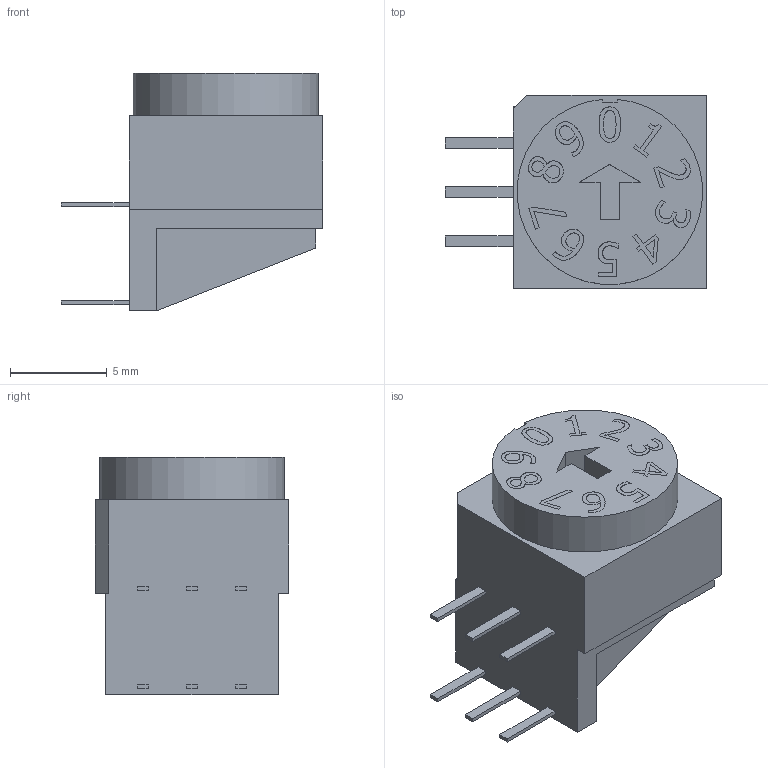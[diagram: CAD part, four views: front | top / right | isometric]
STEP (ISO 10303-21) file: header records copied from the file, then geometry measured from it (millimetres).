
FILE_DESCRIPTION((''),'2;1');
FILE_NAME('RDTAx10R1x.stp','2017-08-14T09:29:32',('mroman'),(''),'Autodesk Inventor 2012','Autodesk Inventor 2012','');
FILE_SCHEMA(('CONFIG_CONTROL_DESIGN'));
Length unit declared in the file: inch
Products named in the file (1): Part2
Bounding box: 13.5 x 10 x 12.3 mm (x, y, z)
Volume: 904 mm3; surface area: 668.1 mm2
Topology: 1 solids, 1 shells, 249 faces, 666 edges, 443 vertices
Faces by surface type: plane 135, bspline 113, cylinder 1
Entity records: 8311 total; most frequent: CARTESIAN_POINT 2828, ORIENTED_EDGE 1332, DIRECTION 716, EDGE_CURVE 666, VERTEX_POINT 443, VECTOR 438, LINE 438, EDGE_LOOP 273
